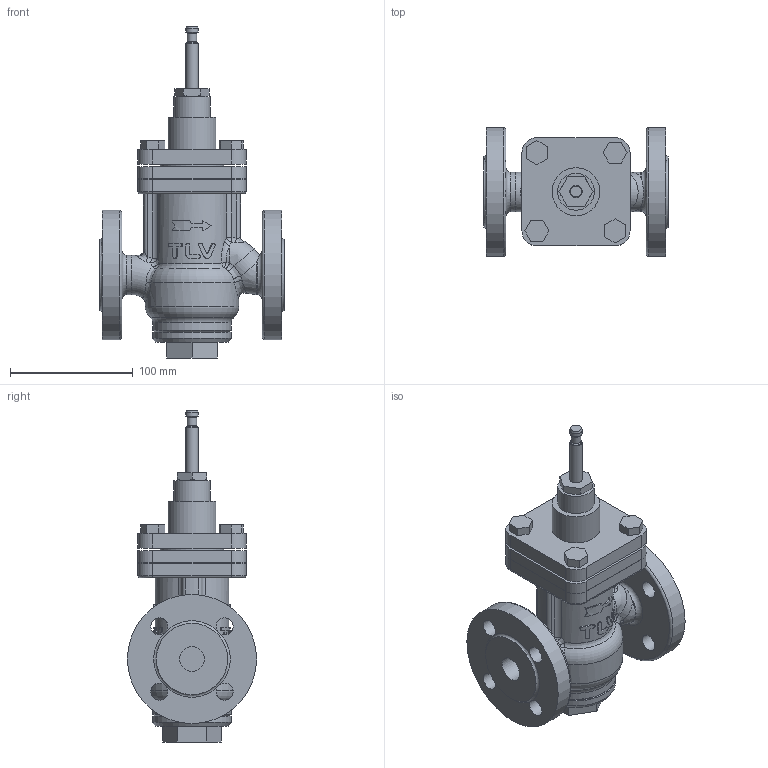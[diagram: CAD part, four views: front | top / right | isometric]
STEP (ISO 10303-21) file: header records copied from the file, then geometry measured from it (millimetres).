
FILE_DESCRIPTION(/* description */ (''),/* implementation_level */ '2;1');
FILE_NAME(/* name */ 'cvsr0-020-e0040-01.stp',/* time_stamp */ '2018-08-23T09:24:09+09:00',/* author */ ('nakaot'),/* organization */ (''),/* preprocessor_version */ 'ST-DEVELOPER v15.6',/* originating_system */ 'Autodesk Inventor 2015',/* authorisation */ '');
FILE_SCHEMA (('CONFIG_CONTROL_DESIGN'));
Length unit declared in the file: millimetre
Products named in the file (1): cvsr0-020-e0040-01
Bounding box: 150 x 105 x 270 mm (x, y, z)
Volume: 1063698.7 mm3; surface area: 135285.7 mm2
Topology: 1 solids, 1 shells, 279 faces, 697 edges, 439 vertices
Faces by surface type: plane 107, bspline 68, cylinder 63, torus 21, cone 12, sphere 8
Full cylindrical faces by diameter (mm): 7.5 x1, 9.95 x2, 14 x8, 20 x2, 30 x1, 32 x1, 39 x1, 52 x1, 64 x2, 68.624 x1, 76 x1, 105 x2
Entity records: 9733 total; most frequent: CARTESIAN_POINT 3608, ORIENTED_EDGE 1288, DIRECTION 1136, EDGE_CURVE 644, AXIS2_PLACEMENT_3D 433, VERTEX_POINT 426, EDGE_LOOP 354, FACE_OUTER_BOUND 279
